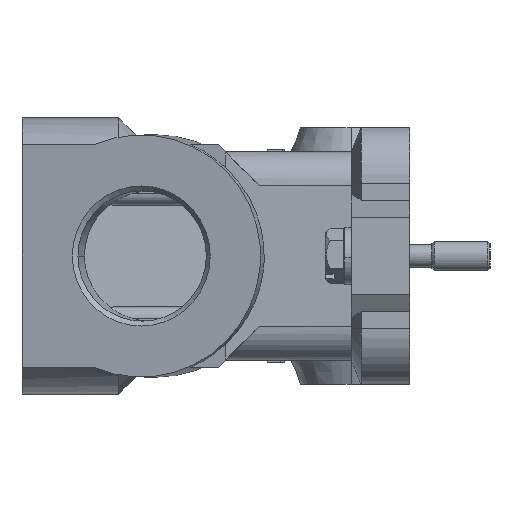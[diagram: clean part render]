
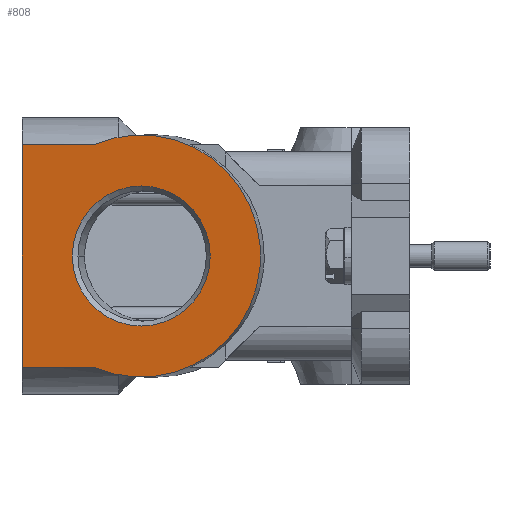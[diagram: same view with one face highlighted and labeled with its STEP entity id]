
A CAD part, left-side view. The second image highlights one B-rep face of the part: STEP entity #808.
In plain terms, the highlighted planar face has unit normal (-0.985, 0.174, 0).
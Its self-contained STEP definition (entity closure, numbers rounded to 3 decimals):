
#808=ADVANCED_FACE('NONE',(#2447,#2448),#1200,.F.);
#1200=PLANE('',#6795);
#1433=LINE('',#9174,#1937);
#1434=LINE('',#9179,#1938);
#1435=LINE('',#9181,#1939);
#1937=VECTOR('',#7419,1.);
#1938=VECTOR('',#7422,1.);
#1939=VECTOR('',#7423,1.);
#2447=FACE_BOUND('',#2522,.T.);
#2448=FACE_BOUND('',#2523,.T.);
#2522=EDGE_LOOP('',(#2956));
#2523=EDGE_LOOP('',(#2957,#2958,#2959,#2960));
#2956=ORIENTED_EDGE('',*,*,#5570,.T.);
#2957=ORIENTED_EDGE('',*,*,#5571,.T.);
#2958=ORIENTED_EDGE('',*,*,#5572,.F.);
#2959=ORIENTED_EDGE('',*,*,#5573,.F.);
#2960=ORIENTED_EDGE('',*,*,#5574,.F.);
#4932=VERTEX_POINT('',#9173);
#4933=VERTEX_POINT('',#9175);
#4934=VERTEX_POINT('',#9176);
#4935=VERTEX_POINT('',#9178);
#4936=VERTEX_POINT('',#9180);
#5570=EDGE_CURVE('',#4932,#4932,#6558,.T.);
#5571=EDGE_CURVE('NONE',#4933,#4934,#1433,.T.);
#5572=EDGE_CURVE('NONE',#4935,#4934,#6559,.T.);
#5573=EDGE_CURVE('NONE',#4936,#4935,#1434,.T.);
#5574=EDGE_CURVE('NONE',#4933,#4936,#1435,.T.);
#6558=CIRCLE('',#6793,14.45);
#6559=CIRCLE('',#6794,25.);
#6793=AXIS2_PLACEMENT_3D('',#9172,#7417,#7418);
#6794=AXIS2_PLACEMENT_3D('',#9177,#7420,#7421);
#6795=AXIS2_PLACEMENT_3D('',#9182,#7424,#7425);
#7417=DIRECTION('',(0.985,-0.174,0.));
#7418=DIRECTION('',(0.174,0.985,0.));
#7419=DIRECTION('',(-0.174,-0.985,0.));
#7420=DIRECTION('',(0.985,-0.174,0.));
#7421=DIRECTION('',(0.174,0.985,0.));
#7422=DIRECTION('',(-0.174,-0.985,0.));
#7423=DIRECTION('',(0.,0.,1.));
#7424=DIRECTION('',(0.985,-0.174,0.));
#7425=DIRECTION('',(0.174,0.985,0.));
#9172=CARTESIAN_POINT('',(-59.982,55.38,0.));
#9173=CARTESIAN_POINT('',(-57.473,69.61,0.));
#9174=CARTESIAN_POINT('',(-55.641,80.,-23.));
#9175=CARTESIAN_POINT('',(-55.641,80.,-23.));
#9176=CARTESIAN_POINT('',(-58.28,65.029,-23.));
#9177=CARTESIAN_POINT('',(-59.982,55.38,0.));
#9178=CARTESIAN_POINT('',(-58.28,65.029,23.));
#9179=CARTESIAN_POINT('',(-59.982,55.38,23.));
#9180=CARTESIAN_POINT('',(-55.641,80.,23.));
#9181=CARTESIAN_POINT('',(-55.641,80.,0.));
#9182=CARTESIAN_POINT('',(-59.982,55.38,0.));
